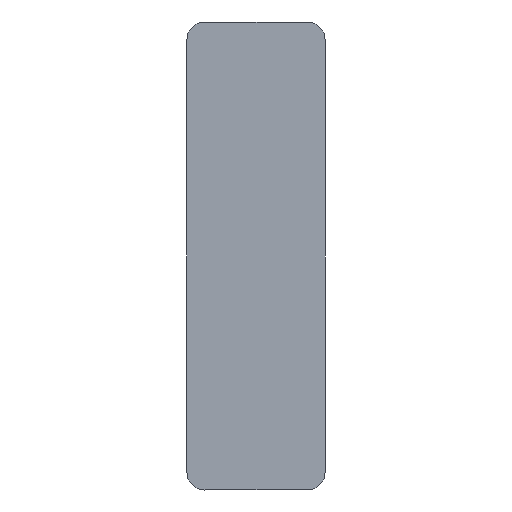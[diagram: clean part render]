
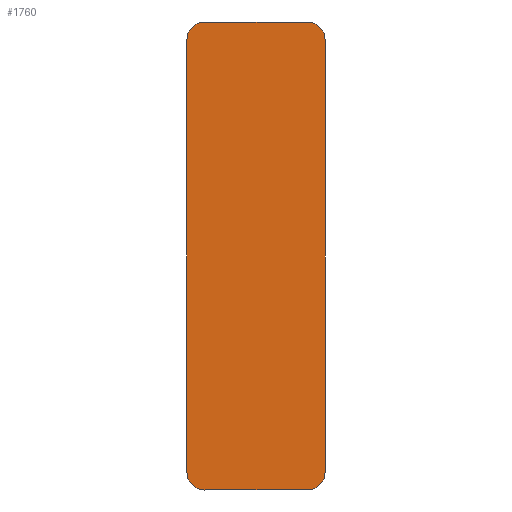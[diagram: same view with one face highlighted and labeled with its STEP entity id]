
A CAD part, front view. The second image highlights one B-rep face of the part: STEP entity #1760.
In plain terms, the highlighted planar face has unit normal (0, -1, 0).
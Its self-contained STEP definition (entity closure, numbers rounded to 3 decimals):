
#60=CIRCLE('',#1894,2.);
#61=CIRCLE('',#1897,2.);
#62=CIRCLE('',#1900,2.);
#63=CIRCLE('',#1903,2.);
#170=FACE_OUTER_BOUND('',#282,.T.);
#282=EDGE_LOOP('',(#1567,#1568,#1569,#1570,#1571,#1572,#1573,#1574));
#480=LINE('',#2844,#688);
#483=LINE('',#2852,#691);
#486=LINE('',#2860,#694);
#489=LINE('',#2868,#697);
#688=VECTOR('',#2341,10.);
#691=VECTOR('',#2350,10.);
#694=VECTOR('',#2359,10.);
#697=VECTOR('',#2368,10.);
#847=VERTEX_POINT('',#2841);
#848=VERTEX_POINT('',#2843);
#849=VERTEX_POINT('',#2847);
#850=VERTEX_POINT('',#2851);
#851=VERTEX_POINT('',#2855);
#852=VERTEX_POINT('',#2859);
#853=VERTEX_POINT('',#2863);
#854=VERTEX_POINT('',#2867);
#1080=EDGE_CURVE('',#848,#847,#480,.T.);
#1082=EDGE_CURVE('',#849,#848,#60,.T.);
#1084=EDGE_CURVE('',#850,#849,#483,.T.);
#1086=EDGE_CURVE('',#851,#850,#61,.T.);
#1088=EDGE_CURVE('',#852,#851,#486,.T.);
#1090=EDGE_CURVE('',#853,#852,#62,.T.);
#1092=EDGE_CURVE('',#854,#853,#489,.T.);
#1094=EDGE_CURVE('',#847,#854,#63,.T.);
#1567=ORIENTED_EDGE('',*,*,#1094,.T.);
#1568=ORIENTED_EDGE('',*,*,#1092,.T.);
#1569=ORIENTED_EDGE('',*,*,#1090,.T.);
#1570=ORIENTED_EDGE('',*,*,#1088,.T.);
#1571=ORIENTED_EDGE('',*,*,#1086,.T.);
#1572=ORIENTED_EDGE('',*,*,#1084,.T.);
#1573=ORIENTED_EDGE('',*,*,#1082,.T.);
#1574=ORIENTED_EDGE('',*,*,#1080,.T.);
#1661=PLANE('',#1905);
#1760=ADVANCED_FACE('',(#170),#1661,.F.);
#1894=AXIS2_PLACEMENT_3D('',#2848,#2345,#2346);
#1897=AXIS2_PLACEMENT_3D('',#2856,#2354,#2355);
#1900=AXIS2_PLACEMENT_3D('',#2864,#2363,#2364);
#1903=AXIS2_PLACEMENT_3D('',#2871,#2372,#2373);
#1905=AXIS2_PLACEMENT_3D('',#2873,#2376,#2377);
#2341=DIRECTION('',(0.,0.,-1.));
#2345=DIRECTION('center_axis',(0.,-1.,0.));
#2346=DIRECTION('ref_axis',(-1.,0.,0.));
#2350=DIRECTION('',(-1.,0.,0.));
#2354=DIRECTION('center_axis',(0.,-1.,0.));
#2355=DIRECTION('ref_axis',(0.,0.,1.));
#2359=DIRECTION('',(0.,0.,1.));
#2363=DIRECTION('center_axis',(0.,-1.,0.));
#2364=DIRECTION('ref_axis',(1.,0.,0.));
#2368=DIRECTION('',(1.,0.,0.));
#2372=DIRECTION('center_axis',(0.,-1.,0.));
#2373=DIRECTION('ref_axis',(0.,0.,-1.));
#2376=DIRECTION('center_axis',(0.,1.,0.));
#2377=DIRECTION('ref_axis',(1.,0.,0.));
#2841=CARTESIAN_POINT('',(-7.75,-1.,-24.25));
#2843=CARTESIAN_POINT('',(-7.75,-1.,24.25));
#2844=CARTESIAN_POINT('',(-7.75,-1.,-24.25));
#2847=CARTESIAN_POINT('',(-5.75,-1.,26.25));
#2848=CARTESIAN_POINT('Origin',(-5.75,-1.,24.25));
#2851=CARTESIAN_POINT('',(5.75,-1.,26.25));
#2852=CARTESIAN_POINT('',(-5.75,-1.,26.25));
#2855=CARTESIAN_POINT('',(7.75,-1.,24.25));
#2856=CARTESIAN_POINT('Origin',(5.75,-1.,24.25));
#2859=CARTESIAN_POINT('',(7.75,-1.,-24.25));
#2860=CARTESIAN_POINT('',(7.75,-1.,24.25));
#2863=CARTESIAN_POINT('',(5.75,-1.,-26.25));
#2864=CARTESIAN_POINT('Origin',(5.75,-1.,-24.25));
#2867=CARTESIAN_POINT('',(-5.75,-1.,-26.25));
#2868=CARTESIAN_POINT('',(5.75,-1.,-26.25));
#2871=CARTESIAN_POINT('Origin',(-5.75,-1.,-24.25));
#2873=CARTESIAN_POINT('Origin',(0.,-1.,0.));
